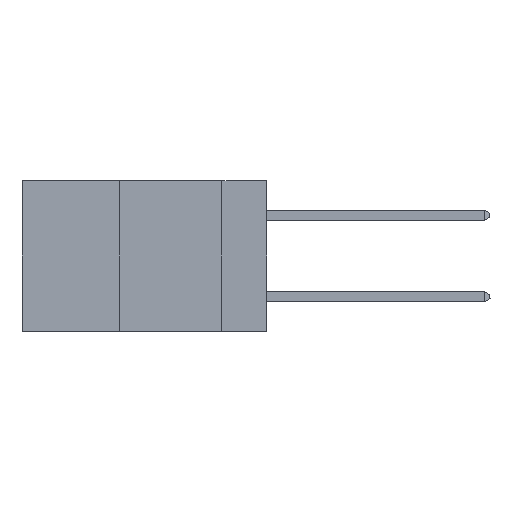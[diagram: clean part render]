
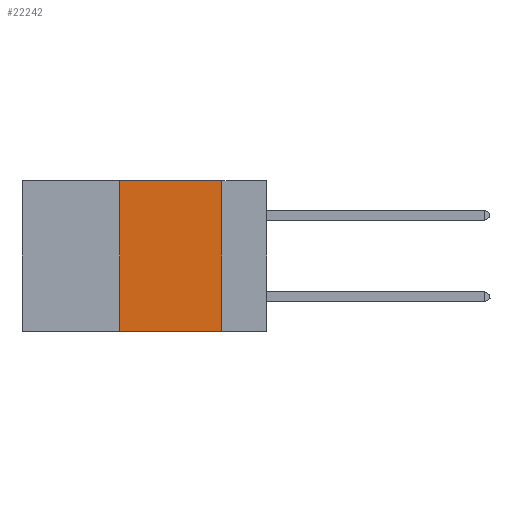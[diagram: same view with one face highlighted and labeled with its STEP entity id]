
A CAD part, left-side view. The second image highlights one B-rep face of the part: STEP entity #22242.
In plain terms, the highlighted planar face has unit normal (-1, 0, 0).
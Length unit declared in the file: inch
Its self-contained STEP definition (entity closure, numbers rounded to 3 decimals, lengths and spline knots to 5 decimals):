
#127 = CARTESIAN_POINT ( 'NONE',  ( 0., 0.6, -0.37 ) ) ;
#1004 = DIRECTION ( 'NONE',  ( 1., 0., 0. ) ) ;
#1903 = EDGE_CURVE ( 'NONE', #22222, #23386, #4647, .T. ) ;
#2367 = LINE ( 'NONE', #127, #25802 ) ;
#3564 = VECTOR ( 'NONE', #25822, 39.37008 ) ;
#4647 = LINE ( 'NONE', #27572, #27075 ) ;
#5642 = ORIENTED_EDGE ( 'NONE', *, *, #1903, .F. ) ;
#5939 = VERTEX_POINT ( 'NONE', #17719 ) ;
#9133 = CARTESIAN_POINT ( 'NONE',  ( 0., 0.36, 0. ) ) ;
#9181 = CARTESIAN_POINT ( 'NONE',  ( 0., 0.11, -0.37 ) ) ;
#10041 = LINE ( 'NONE', #13017, #3564 ) ;
#11013 = DIRECTION ( 'NONE',  ( 0., -1., 0. ) ) ;
#12343 = FACE_OUTER_BOUND ( 'NONE', #17453, .T. ) ;
#13017 = CARTESIAN_POINT ( 'NONE',  ( 0., 0.6, 0. ) ) ;
#13762 = EDGE_CURVE ( 'NONE', #26232, #22222, #10041, .T. ) ;
#14925 = DIRECTION ( 'NONE',  ( 0., 0., -1. ) ) ;
#15418 = DIRECTION ( 'NONE',  ( 0., 0., 1. ) ) ;
#15882 = ORIENTED_EDGE ( 'NONE', *, *, #27957, .T. ) ;
#16470 = ORIENTED_EDGE ( 'NONE', *, *, #18210, .F. ) ;
#17453 = EDGE_LOOP ( 'NONE', ( #5642, #22141, #16470, #15882 ) ) ;
#17719 = CARTESIAN_POINT ( 'NONE',  ( 0., 0.36, -0.37 ) ) ;
#18090 = LINE ( 'NONE', #24015, #24488 ) ;
#18210 = EDGE_CURVE ( 'NONE', #5939, #26232, #18090, .T. ) ;
#18224 = DIRECTION ( 'NONE',  ( 0., 0., -1. ) ) ;
#18312 = PLANE ( 'NONE',  #27537 ) ;
#20000 = CARTESIAN_POINT ( 'NONE',  ( 0., 0.11, 0. ) ) ;
#20367 = CARTESIAN_POINT ( 'NONE',  ( 0., 0.6, 0. ) ) ;
#22141 = ORIENTED_EDGE ( 'NONE', *, *, #13762, .F. ) ;
#22222 = VERTEX_POINT ( 'NONE', #20000 ) ;
#22242 = ADVANCED_FACE ( 'NONE', ( #12343 ), #18312, .F. ) ;
#23386 = VERTEX_POINT ( 'NONE', #9181 ) ;
#24015 = CARTESIAN_POINT ( 'NONE',  ( 0., 0.36, 0. ) ) ;
#24488 = VECTOR ( 'NONE', #15418, 39.37008 ) ;
#25802 = VECTOR ( 'NONE', #11013, 39.37008 ) ;
#25822 = DIRECTION ( 'NONE',  ( 0., -1., 0. ) ) ;
#26232 = VERTEX_POINT ( 'NONE', #9133 ) ;
#27075 = VECTOR ( 'NONE', #14925, 39.37008 ) ;
#27537 = AXIS2_PLACEMENT_3D ( 'NONE', #20367, #1004, #18224 ) ;
#27572 = CARTESIAN_POINT ( 'NONE',  ( 0., 0.11, 0. ) ) ;
#27957 = EDGE_CURVE ( 'NONE', #5939, #23386, #2367, .T. ) ;
